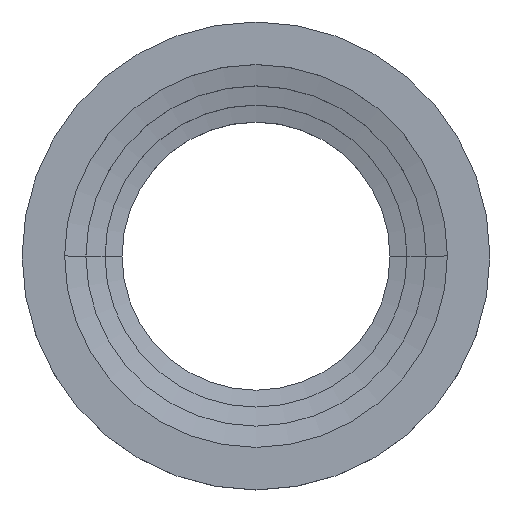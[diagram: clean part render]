
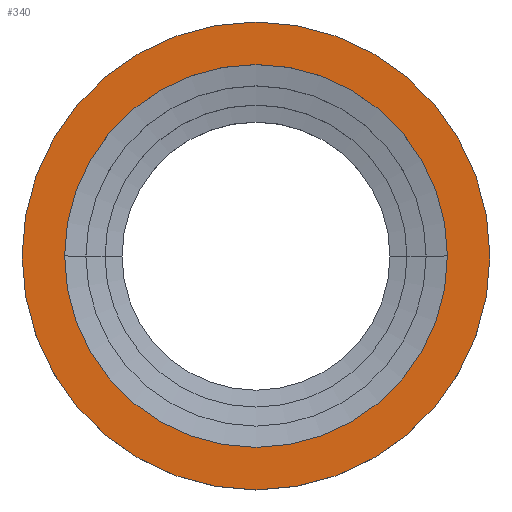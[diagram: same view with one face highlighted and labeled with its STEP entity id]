
A CAD part, top view. The second image highlights one B-rep face of the part: STEP entity #340.
In plain terms, the highlighted planar face has unit normal (0, 0, 1).
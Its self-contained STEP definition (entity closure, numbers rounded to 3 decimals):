
#2 = AXIS2_PLACEMENT_3D ( 'NONE', #782, #76, #198 ) ;
#76 = DIRECTION ( 'NONE',  ( 0., 0., 1. ) ) ;
#93 = DIRECTION ( 'NONE',  ( 1., 0., 0. ) ) ;
#104 = EDGE_LOOP ( 'NONE', ( #301, #665 ) ) ;
#108 = VERTEX_POINT ( 'NONE', #720 ) ;
#115 = CIRCLE ( 'NONE', #620, 184.1 ) ;
#132 = AXIS2_PLACEMENT_3D ( 'NONE', #741, #419, #93 ) ;
#177 = VERTEX_POINT ( 'NONE', #427 ) ;
#198 = DIRECTION ( 'NONE',  ( 1., 0., 0. ) ) ;
#237 = EDGE_CURVE ( 'NONE', #531, #108, #634, .T. ) ;
#266 = DIRECTION ( 'NONE',  ( 0., 0., -1. ) ) ;
#301 = ORIENTED_EDGE ( 'NONE', *, *, #817, .T. ) ;
#314 = CARTESIAN_POINT ( 'NONE',  ( 225., 0., 0. ) ) ;
#331 = PLANE ( 'NONE',  #433 ) ;
#334 = DIRECTION ( 'NONE',  ( 1., 0., 0. ) ) ;
#339 = DIRECTION ( 'NONE',  ( -1., 0., 0. ) ) ;
#340 = ADVANCED_FACE ( 'NONE', ( #602, #533 ), #331, .F. ) ;
#361 = EDGE_CURVE ( 'NONE', #177, #637, #397, .T. ) ;
#394 = DIRECTION ( 'NONE',  ( 0., 0., 1. ) ) ;
#397 = CIRCLE ( 'NONE', #2, 225. ) ;
#415 = CARTESIAN_POINT ( 'NONE',  ( 0., 225., 0. ) ) ;
#419 = DIRECTION ( 'NONE',  ( 0., 0., 1. ) ) ;
#427 = CARTESIAN_POINT ( 'NONE',  ( -225., 0., 0. ) ) ;
#429 = ORIENTED_EDGE ( 'NONE', *, *, #711, .F. ) ;
#433 = AXIS2_PLACEMENT_3D ( 'NONE', #415, #266, #339 ) ;
#531 = VERTEX_POINT ( 'NONE', #536 ) ;
#533 = FACE_OUTER_BOUND ( 'NONE', #104, .T. ) ;
#536 = CARTESIAN_POINT ( 'NONE',  ( -184.1, 0., 0. ) ) ;
#560 = CARTESIAN_POINT ( 'NONE',  ( 0., 0., 0. ) ) ;
#590 = DIRECTION ( 'NONE',  ( 1., 0., 0. ) ) ;
#600 = EDGE_LOOP ( 'NONE', ( #429, #696 ) ) ;
#602 = FACE_BOUND ( 'NONE', #600, .T. ) ;
#607 = AXIS2_PLACEMENT_3D ( 'NONE', #827, #843, #590 ) ;
#620 = AXIS2_PLACEMENT_3D ( 'NONE', #560, #394, #334 ) ;
#634 = CIRCLE ( 'NONE', #132, 184.1 ) ;
#637 = VERTEX_POINT ( 'NONE', #314 ) ;
#665 = ORIENTED_EDGE ( 'NONE', *, *, #361, .T. ) ;
#696 = ORIENTED_EDGE ( 'NONE', *, *, #237, .F. ) ;
#711 = EDGE_CURVE ( 'NONE', #108, #531, #115, .T. ) ;
#720 = CARTESIAN_POINT ( 'NONE',  ( 184.1, 0., 0. ) ) ;
#741 = CARTESIAN_POINT ( 'NONE',  ( 0., 0., 0. ) ) ;
#762 = CIRCLE ( 'NONE', #607, 225. ) ;
#782 = CARTESIAN_POINT ( 'NONE',  ( 0., 0., 0. ) ) ;
#817 = EDGE_CURVE ( 'NONE', #637, #177, #762, .T. ) ;
#827 = CARTESIAN_POINT ( 'NONE',  ( 0., 0., 0. ) ) ;
#843 = DIRECTION ( 'NONE',  ( 0., 0., 1. ) ) ;
